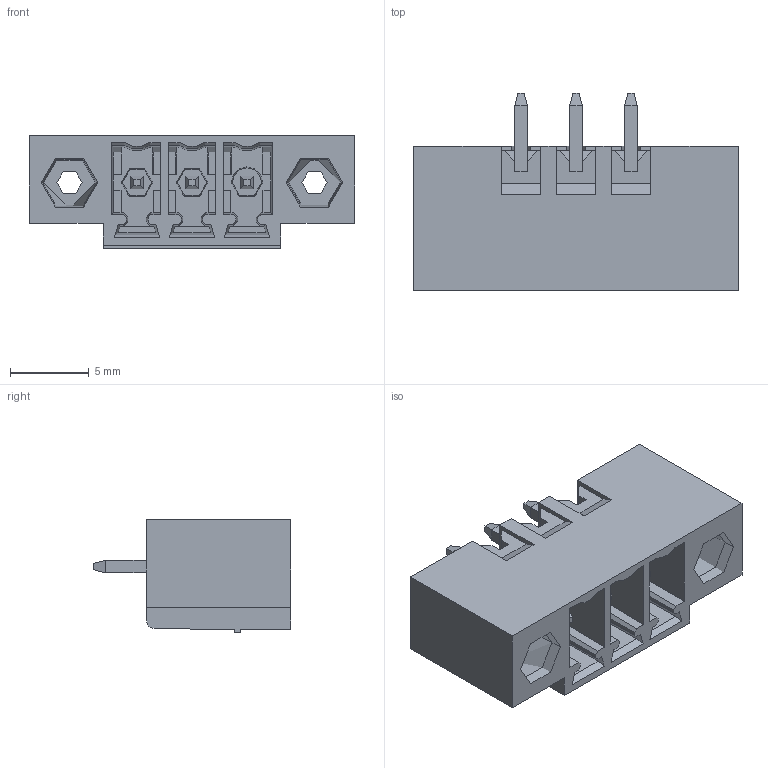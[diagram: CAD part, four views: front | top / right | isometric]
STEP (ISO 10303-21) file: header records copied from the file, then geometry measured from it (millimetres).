
FILE_DESCRIPTION( ('This file contains a STEP AP42 implementation' ,'as created by ZW3D STEP Interface translator.') ,'2;1' );
FILE_NAME( 'WJ15EDGVM-3.5-03P-00A.stp' ,'23 213. 94821', (''), ('ZWCAD Software Co.'), 'Version 1.0', 'ZW3D to STEP translator', '' );
FILE_SCHEMA(('AUTOMOTIVE_DESIGN { 1 0 10303 214 1 1 1 1 }'));
Length unit declared in the file: millimetre
Products named in the file (2): 0; 1009MYYXXA
Bounding box: 20.7 x 12.6 x 7.2 mm (x, y, z)
Volume: 755.4 mm3; surface area: 1537.6 mm2
Topology: 1 solids, 1 shells, 305 faces, 802 edges, 510 vertices
Faces by surface type: plane 258, cone 24, bspline 22, cylinder 1
Entity records: 9771 total; most frequent: CARTESIAN_POINT 2075, ORIENTED_EDGE 1604, DIRECTION 1382, EDGE_CURVE 802, VECTOR 700, LINE 700, VERTEX_POINT 510, AXIS2_PLACEMENT_3D 341
